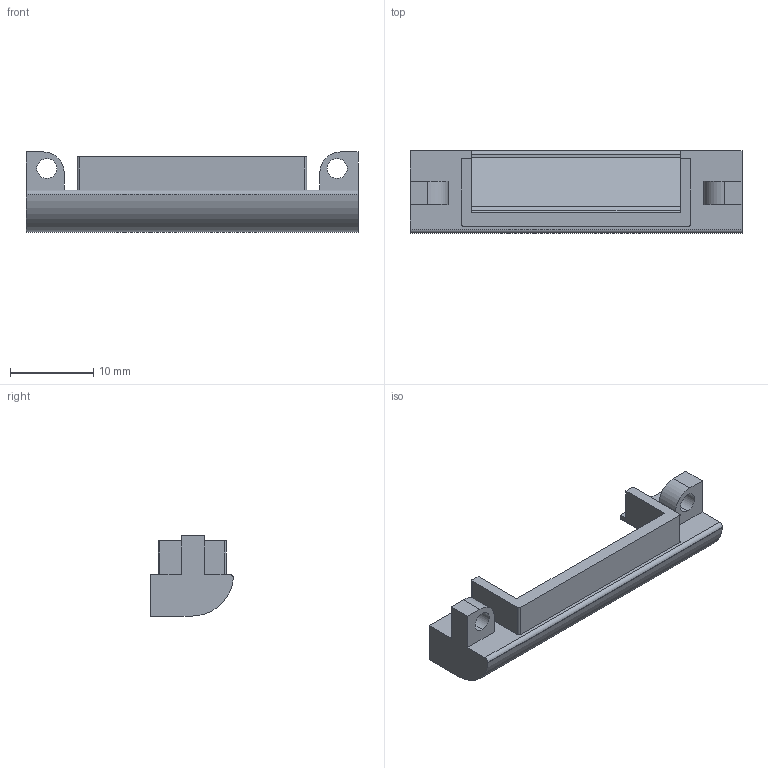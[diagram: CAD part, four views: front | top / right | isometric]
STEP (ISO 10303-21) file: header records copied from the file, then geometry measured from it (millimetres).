
FILE_DESCRIPTION (( 'STEP AP214' ), '1' );
FILE_NAME ('Nozzle fan duct.step', '2018-06-21T12:59:29', ( 'User' ), ( 'china' ), 'SwSTEP 2.0', 'SolidWorks 2016', '' );
FILE_SCHEMA (( 'AUTOMOTIVE_DESIGN' ));
Length unit declared in the file: millimetre
Products named in the file (1): Nozzle fan duct
Bounding box: 40 x 9.98 x 9.65 mm (x, y, z)
Volume: 1441.3 mm3; surface area: 1743.8 mm2
Topology: 1 solids, 1 shells, 49 faces, 141 edges, 94 vertices
Faces by surface type: plane 28, cylinder 21
Entity records: 1683 total; most frequent: CARTESIAN_POINT 325, ORIENTED_EDGE 282, DIRECTION 273, EDGE_CURVE 141, LINE 97, VECTOR 97, VERTEX_POINT 94, AXIS2_PLACEMENT_3D 88
